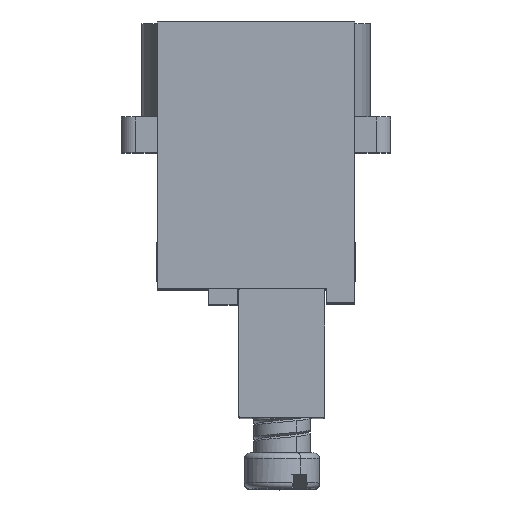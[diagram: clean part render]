
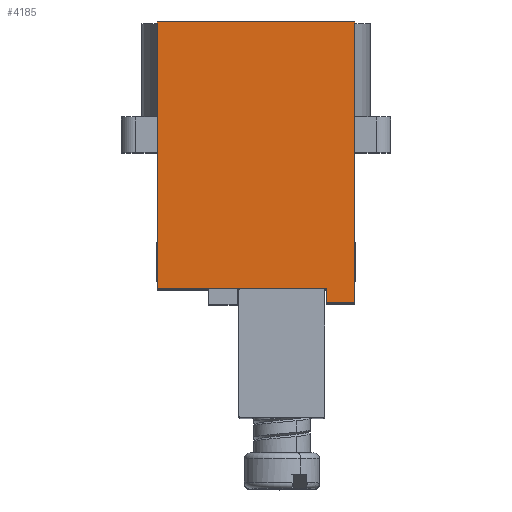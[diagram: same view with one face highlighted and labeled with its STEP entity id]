
A CAD part, top view. The second image highlights one B-rep face of the part: STEP entity #4185.
In plain terms, the highlighted face is planar.
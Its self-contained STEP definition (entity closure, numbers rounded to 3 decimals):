
#394 = ORIENTED_EDGE ( 'NONE', *, *, #7418, .F. ) ;
#1573 = LINE ( 'NONE', #12792, #13383 ) ;
#1983 = AXIS2_PLACEMENT_3D ( 'NONE', #12112, #9398, #14968 ) ;
#2205 = EDGE_CURVE ( 'NONE', #7101, #14751, #1573, .T. ) ;
#3676 = DIRECTION ( 'NONE',  ( 0., -1., 0. ) ) ;
#3702 = DIRECTION ( 'NONE',  ( 0., 0., 1. ) ) ;
#3752 = CARTESIAN_POINT ( 'NONE',  ( -34.5, 0., -6.9 ) ) ;
#3776 = LINE ( 'NONE', #8065, #5508 ) ;
#4185 = ADVANCED_FACE ( 'NONE', ( #7945 ), #6569, .F. ) ;
#4482 = ORIENTED_EDGE ( 'NONE', *, *, #15982, .F. ) ;
#4513 = CARTESIAN_POINT ( 'NONE',  ( -34.5, 18.6, -4.9 ) ) ;
#4631 = VECTOR ( 'NONE', #9228, 1000. ) ;
#4806 = CARTESIAN_POINT ( 'NONE',  ( -34.5, 19.6, -6.9 ) ) ;
#5046 = LINE ( 'NONE', #16257, #4631 ) ;
#5106 = CARTESIAN_POINT ( 'NONE',  ( -34.5, 0., 6.9 ) ) ;
#5508 = VECTOR ( 'NONE', #3676, 1000. ) ;
#5969 = EDGE_LOOP ( 'NONE', ( #13466, #4482, #8575, #8597, #14823, #394 ) ) ;
#6224 = EDGE_CURVE ( 'NONE', #9546, #14751, #3776, .T. ) ;
#6569 = PLANE ( 'NONE',  #1983 ) ;
#6746 = CARTESIAN_POINT ( 'NONE',  ( -34.5, 0., 6.9 ) ) ;
#7101 = VERTEX_POINT ( 'NONE', #8296 ) ;
#7243 = DIRECTION ( 'NONE',  ( 0., 0., -1. ) ) ;
#7418 = EDGE_CURVE ( 'NONE', #15335, #9546, #10635, .T. ) ;
#7555 = VECTOR ( 'NONE', #3702, 1000. ) ;
#7737 = VERTEX_POINT ( 'NONE', #3752 ) ;
#7762 = EDGE_CURVE ( 'NONE', #15335, #7737, #5046, .T. ) ;
#7945 = FACE_OUTER_BOUND ( 'NONE', #5969, .T. ) ;
#8065 = CARTESIAN_POINT ( 'NONE',  ( -34.5, 19.6, -4.9 ) ) ;
#8201 = VECTOR ( 'NONE', #10895, 1000. ) ;
#8296 = CARTESIAN_POINT ( 'NONE',  ( -34.5, 18.6, 6.9 ) ) ;
#8575 = ORIENTED_EDGE ( 'NONE', *, *, #12902, .F. ) ;
#8597 = ORIENTED_EDGE ( 'NONE', *, *, #2205, .T. ) ;
#9228 = DIRECTION ( 'NONE',  ( 0., -1., 0. ) ) ;
#9398 = DIRECTION ( 'NONE',  ( 1., 0., 0. ) ) ;
#9509 = CARTESIAN_POINT ( 'NONE',  ( -34.5, 19.6, -4.9 ) ) ;
#9546 = VERTEX_POINT ( 'NONE', #9509 ) ;
#10635 = LINE ( 'NONE', #4806, #7555 ) ;
#10774 = CARTESIAN_POINT ( 'NONE',  ( -34.5, 19.6, -6.9 ) ) ;
#10895 = DIRECTION ( 'NONE',  ( 0., 0., -1. ) ) ;
#12112 = CARTESIAN_POINT ( 'NONE',  ( -34.5, 0., 6.9 ) ) ;
#12271 = CARTESIAN_POINT ( 'NONE',  ( -34.5, 0., 6.9 ) ) ;
#12577 = VECTOR ( 'NONE', #16584, 1000. ) ;
#12792 = CARTESIAN_POINT ( 'NONE',  ( -34.5, 18.6, 6.9 ) ) ;
#12902 = EDGE_CURVE ( 'NONE', #7101, #15491, #15041, .T. ) ;
#13383 = VECTOR ( 'NONE', #7243, 1000. ) ;
#13466 = ORIENTED_EDGE ( 'NONE', *, *, #7762, .T. ) ;
#14751 = VERTEX_POINT ( 'NONE', #4513 ) ;
#14823 = ORIENTED_EDGE ( 'NONE', *, *, #6224, .F. ) ;
#14968 = DIRECTION ( 'NONE',  ( 0., 0., -1. ) ) ;
#15041 = LINE ( 'NONE', #6746, #12577 ) ;
#15287 = LINE ( 'NONE', #12271, #8201 ) ;
#15335 = VERTEX_POINT ( 'NONE', #10774 ) ;
#15491 = VERTEX_POINT ( 'NONE', #5106 ) ;
#15982 = EDGE_CURVE ( 'NONE', #15491, #7737, #15287, .T. ) ;
#16257 = CARTESIAN_POINT ( 'NONE',  ( -34.5, 0., -6.9 ) ) ;
#16584 = DIRECTION ( 'NONE',  ( 0., -1., 0. ) ) ;
